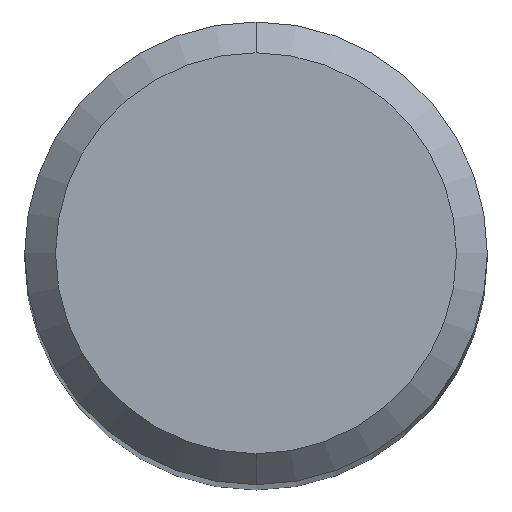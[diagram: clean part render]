
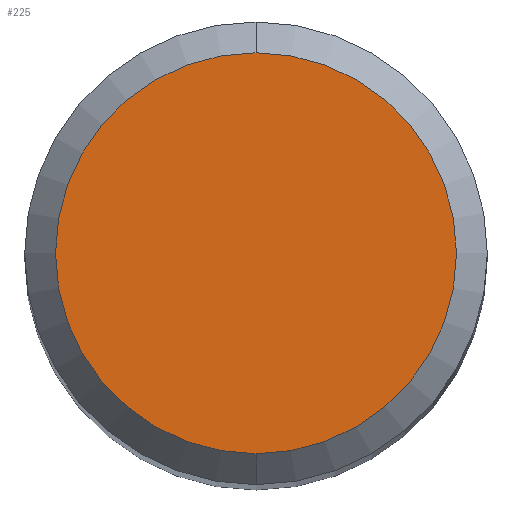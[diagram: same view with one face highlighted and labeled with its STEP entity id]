
A CAD part, top view. The second image highlights one B-rep face of the part: STEP entity #225.
In plain terms, the highlighted planar face has unit normal (0, 0, 1).
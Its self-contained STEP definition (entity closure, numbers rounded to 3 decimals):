
#115=EDGE_CURVE('',#139,#179,#295,.T.);
#139=VERTEX_POINT('',#323);
#171=EDGE_CURVE('',#179,#139,#360,.T.);
#179=VERTEX_POINT('',#369);
#225=ADVANCED_FACE('',(#421),#422,.T.);
#295=CIRCLE('',#489,2.6);
#323=CARTESIAN_POINT('',(0.0,2.6,0.0));
#360=CIRCLE('',#570,2.6);
#369=CARTESIAN_POINT('',(0.,-2.6,0.0));
#421=FACE_OUTER_BOUND('',#643,.T.);
#422=PLANE('',#644);
#489=AXIS2_PLACEMENT_3D('',#719,#720,#721);
#570=AXIS2_PLACEMENT_3D('',#803,#804,#805);
#643=EDGE_LOOP('',(#892,#893));
#644=AXIS2_PLACEMENT_3D('',#894,#895,#896);
#719=CARTESIAN_POINT('',(0.0,0.0,0.0));
#720=DIRECTION('',(0.0,0.0,-1.0));
#721=DIRECTION('',(0.0,1.0,0.0));
#803=CARTESIAN_POINT('',(0.0,0.0,0.0));
#804=DIRECTION('',(0.0,0.0,-1.0));
#805=DIRECTION('',(0.0,1.0,0.0));
#892=ORIENTED_EDGE('',*,*,#115,.F.);
#893=ORIENTED_EDGE('',*,*,#171,.F.);
#894=CARTESIAN_POINT('',(0.0,1.3,0.0));
#895=DIRECTION('',(-0.0,0.0,1.0));
#896=DIRECTION('',(0.0,-1.0,0.0));
